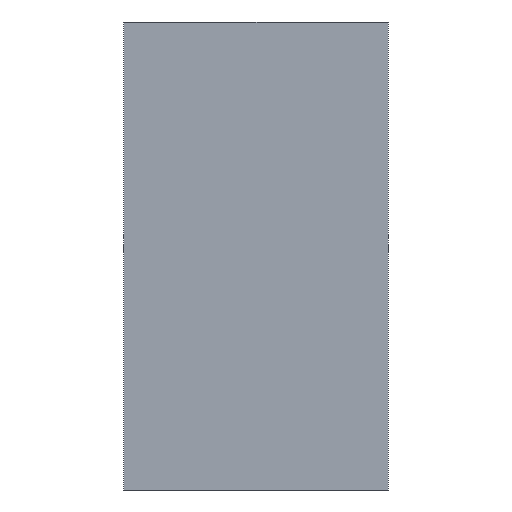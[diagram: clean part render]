
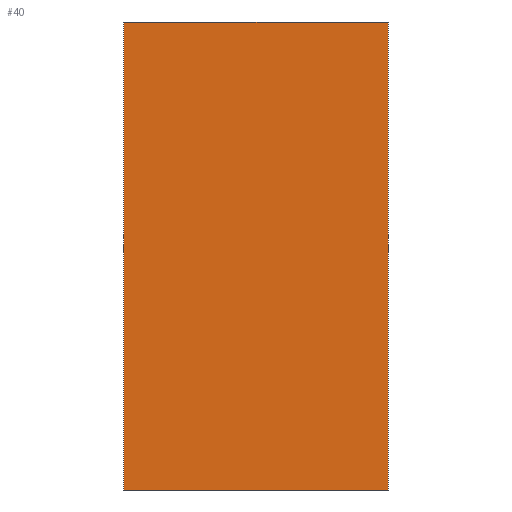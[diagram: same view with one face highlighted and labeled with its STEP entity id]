
A CAD part, left-side view. The second image highlights one B-rep face of the part: STEP entity #40.
In plain terms, the highlighted planar face has unit normal (-1, 0, 0).
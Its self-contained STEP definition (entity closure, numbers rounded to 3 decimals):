
#40 = ADVANCED_FACE( '', ( #81 ), #82, .F. );
#81 = FACE_OUTER_BOUND( '', #118, .T. );
#82 = PLANE( '', #119 );
#118 = EDGE_LOOP( '', ( #163, #164, #165, #166 ) );
#119 = AXIS2_PLACEMENT_3D( '', #167, #168, #169 );
#163 = ORIENTED_EDGE( '', *, *, #202, .T. );
#164 = ORIENTED_EDGE( '', *, *, #212, .F. );
#165 = ORIENTED_EDGE( '', *, *, #213, .F. );
#166 = ORIENTED_EDGE( '', *, *, #214, .T. );
#167 = CARTESIAN_POINT( '', ( -248., 21.5, 76. ) );
#168 = DIRECTION( '', ( 1., 0., 0. ) );
#169 = DIRECTION( '', ( 0., 0., -1. ) );
#202 = EDGE_CURVE( '', #226, #230, #232, .T. );
#212 = EDGE_CURVE( '', #246, #230, #247, .T. );
#213 = EDGE_CURVE( '', #248, #246, #249, .T. );
#214 = EDGE_CURVE( '', #248, #226, #250, .T. );
#226 = VERTEX_POINT( '', #262 );
#230 = VERTEX_POINT( '', #268 );
#232 = LINE( '', #271, #272 );
#246 = VERTEX_POINT( '', #289 );
#247 = LINE( '', #290, #291 );
#248 = VERTEX_POINT( '', #292 );
#249 = LINE( '', #293, #294 );
#250 = LINE( '', #295, #296 );
#262 = CARTESIAN_POINT( '', ( -248., 21.5, 0. ) );
#268 = CARTESIAN_POINT( '', ( -248., -21.5, 0. ) );
#271 = CARTESIAN_POINT( '', ( -248., 21.5, 0. ) );
#272 = VECTOR( '', #313, 1000. );
#289 = CARTESIAN_POINT( '', ( -248., -21.5, 76. ) );
#290 = CARTESIAN_POINT( '', ( -248., -21.5, 76. ) );
#291 = VECTOR( '', #323, 1000. );
#292 = CARTESIAN_POINT( '', ( -248., 21.5, 76. ) );
#293 = CARTESIAN_POINT( '', ( -248., 21.5, 76. ) );
#294 = VECTOR( '', #324, 1000. );
#295 = CARTESIAN_POINT( '', ( -248., 21.5, 76. ) );
#296 = VECTOR( '', #325, 1000. );
#313 = DIRECTION( '', ( 0., -1., 0. ) );
#323 = DIRECTION( '', ( 0., 0., -1. ) );
#324 = DIRECTION( '', ( 0., -1., 0. ) );
#325 = DIRECTION( '', ( 0., 0., -1. ) );
